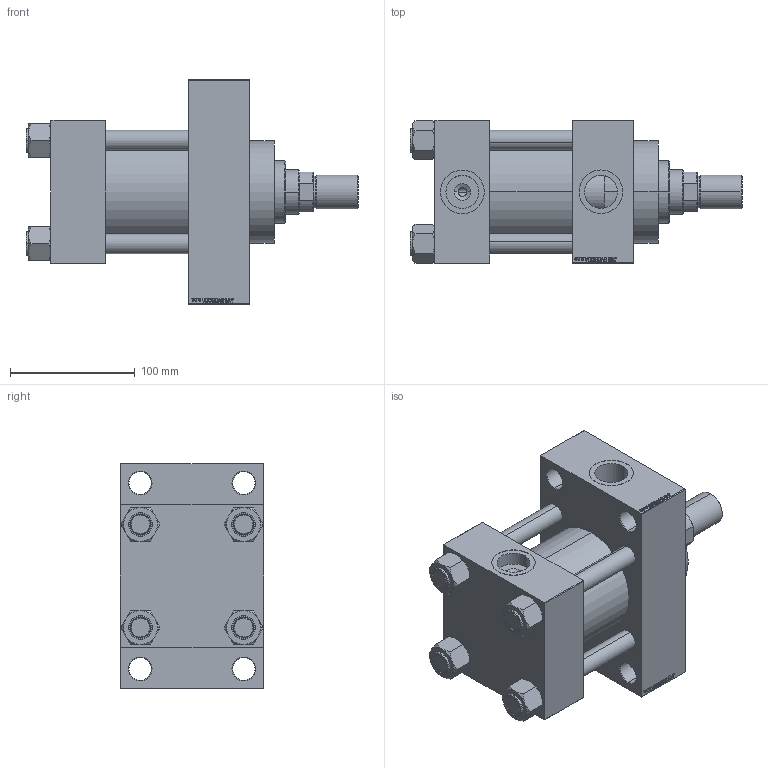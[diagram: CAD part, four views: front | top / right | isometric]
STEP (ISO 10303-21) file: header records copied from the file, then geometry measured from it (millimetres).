
FILE_DESCRIPTION (( 'STEP AP203' ), '1' );
FILE_NAME ('16a8.STEP', '2025-07-17T15:43:35', ( '' ), ( '' ), 'SwSTEP 2.0', 'SolidWorks 2019', '' );
FILE_SCHEMA (( 'CONFIG_CONTROL_DESIGN' ));
Length unit declared in the file: millimetre
Products named in the file (7): 16a8; ROD_END_AH fb07e5c682517b4618b5b27153e2e7cb; V215CR_D_TYCINKA fb07e5c682517b4618b5b27153e2e7cb; V215_VC_A fb07e5c682517b4618b5b27153e2e7cb; V215CR_D_Body fb07e5c682517b4618b5b27153e2e7cb; V215CR_VCP_D fb07e5c682517b4618b5b27153e2e7cb; NUT_M5_D fb07e5c682517b4618b5b27153e2e7cb
Assembly tree (12 placements, depth 2):
  16a8
    V215CR_D_Body fb07e5c682517b4618b5b27153e2e7cb
    V215CR_VCP_D fb07e5c682517b4618b5b27153e2e7cb
    NUT_M5_D fb07e5c682517b4618b5b27153e2e7cb  x4
    V215CR_D_TYCINKA fb07e5c682517b4618b5b27153e2e7cb  x4
    V215_VC_A fb07e5c682517b4618b5b27153e2e7cb
    ROD_END_AH fb07e5c682517b4618b5b27153e2e7cb
Bounding box: 266 x 115 x 180 mm (x, y, z)
Volume: 1999794.9 mm3; surface area: 300861.2 mm2
Topology: 12 solids, 12 shells, 1165 faces, 2929 edges, 1901 vertices
Faces by surface type: plane 549, bspline 368, cone 146, cylinder 92, torus 10
Entity records: 48144 total; most frequent: CARTESIAN_POINT 25249, ORIENTED_EDGE 5122, DIRECTION 3341, EDGE_CURVE 2561, VERTEX_POINT 1679, LINE 1535, VECTOR 1535, EDGE_LOOP 1142
